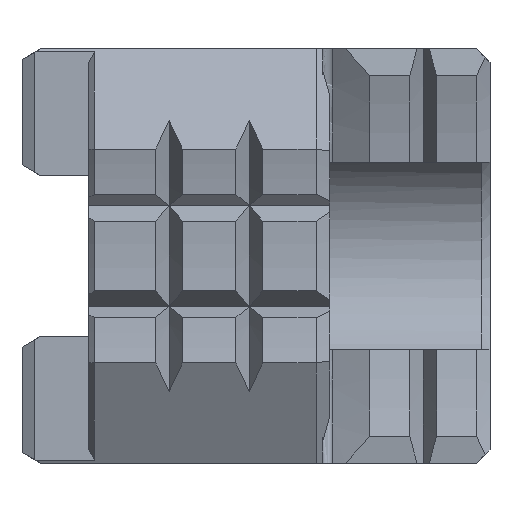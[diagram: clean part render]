
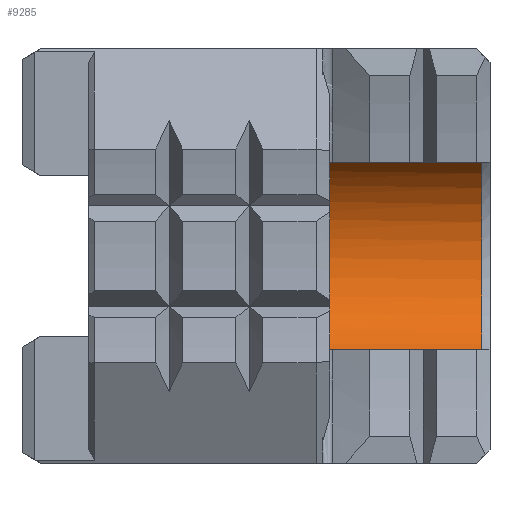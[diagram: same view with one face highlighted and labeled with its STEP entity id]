
A CAD part, front view. The second image highlights one B-rep face of the part: STEP entity #9285.
In plain terms, the highlighted cylindrical face has radius 8.5 mm (diameter 17 mm), a full revolution.
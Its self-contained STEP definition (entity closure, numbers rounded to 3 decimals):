
#35 = DIRECTION ( 'NONE',  ( 0., 0., -1. ) ) ;
#309 = CARTESIAN_POINT ( 'NONE',  ( 22.5, 10.678, -7. ) ) ;
#690 = EDGE_LOOP ( 'NONE', ( #7381 ) ) ;
#745 = AXIS2_PLACEMENT_3D ( 'NONE', #3798, #5120, #35 ) ;
#889 = DIRECTION ( 'NONE',  ( 0., 0., -1. ) ) ;
#1378 = VECTOR ( 'NONE', #7180, 1000. ) ;
#2075 = VERTEX_POINT ( 'NONE', #16190 ) ;
#2106 = AXIS2_PLACEMENT_3D ( 'NONE', #14725, #3514, #889 ) ;
#2157 = CARTESIAN_POINT ( 'NONE',  ( 35., 10.678, -7. ) ) ;
#2182 = VERTEX_POINT ( 'NONE', #5726 ) ;
#2558 = FACE_OUTER_BOUND ( 'NONE', #10269, .T. ) ;
#3010 = VERTEX_POINT ( 'NONE', #6598 ) ;
#3514 = DIRECTION ( 'NONE',  ( 1., 0., 0. ) ) ;
#3798 = CARTESIAN_POINT ( 'NONE',  ( 35., 15.5, 0. ) ) ;
#3911 = ORIENTED_EDGE ( 'NONE', *, *, #3990, .T. ) ;
#3990 = EDGE_CURVE ( 'NONE', #2075, #7135, #6664, .T. ) ;
#4503 = AXIS2_PLACEMENT_3D ( 'NONE', #12263, #15861, #13334 ) ;
#4723 = CIRCLE ( 'NONE', #2106, 8.5 ) ;
#4779 = CIRCLE ( 'NONE', #13905, 8.5 ) ;
#5120 = DIRECTION ( 'NONE',  ( 1., 0., 0. ) ) ;
#5419 = EDGE_CURVE ( 'NONE', #11179, #3010, #13375, .T. ) ;
#5726 = CARTESIAN_POINT ( 'NONE',  ( 12., 15.5, -8.5 ) ) ;
#6127 = CARTESIAN_POINT ( 'NONE',  ( 35., 10.678, 7. ) ) ;
#6413 = ORIENTED_EDGE ( 'NONE', *, *, #15970, .T. ) ;
#6598 = CARTESIAN_POINT ( 'NONE',  ( 34.4, 10.678, -7. ) ) ;
#6664 = LINE ( 'NONE', #6127, #9970 ) ;
#6793 = DIRECTION ( 'NONE',  ( 0., 0., -1. ) ) ;
#7135 = VERTEX_POINT ( 'NONE', #8033 ) ;
#7180 = DIRECTION ( 'NONE',  ( 1., 0., 0. ) ) ;
#7381 = ORIENTED_EDGE ( 'NONE', *, *, #14824, .F. ) ;
#7424 = ORIENTED_EDGE ( 'NONE', *, *, #13569, .T. ) ;
#7907 = CIRCLE ( 'NONE', #4503, 8.5 ) ;
#8033 = CARTESIAN_POINT ( 'NONE',  ( 22.5, 10.678, 7. ) ) ;
#8345 = DIRECTION ( 'NONE',  ( 1., 0., 0. ) ) ;
#9285 = ADVANCED_FACE ( 'NONE', ( #2558, #15005 ), #11239, .F. ) ;
#9970 = VECTOR ( 'NONE', #11093, 1000. ) ;
#10269 = EDGE_LOOP ( 'NONE', ( #6413, #15987, #7424, #3911 ) ) ;
#11093 = DIRECTION ( 'NONE',  ( -1., 0., 0. ) ) ;
#11179 = VERTEX_POINT ( 'NONE', #309 ) ;
#11239 = CYLINDRICAL_SURFACE ( 'NONE', #745, 8.5 ) ;
#12263 = CARTESIAN_POINT ( 'NONE',  ( 12., 15.5, 0. ) ) ;
#13169 = CARTESIAN_POINT ( 'NONE',  ( 34.4, 15.5, 0. ) ) ;
#13334 = DIRECTION ( 'NONE',  ( 0., 0., -1. ) ) ;
#13375 = LINE ( 'NONE', #2157, #1378 ) ;
#13569 = EDGE_CURVE ( 'NONE', #3010, #2075, #4779, .T. ) ;
#13905 = AXIS2_PLACEMENT_3D ( 'NONE', #13169, #8345, #6793 ) ;
#14725 = CARTESIAN_POINT ( 'NONE',  ( 22.5, 15.5, 0. ) ) ;
#14824 = EDGE_CURVE ( 'NONE', #2182, #2182, #7907, .T. ) ;
#15005 = FACE_OUTER_BOUND ( 'NONE', #690, .T. ) ;
#15861 = DIRECTION ( 'NONE',  ( 1., 0., 0. ) ) ;
#15970 = EDGE_CURVE ( 'NONE', #7135, #11179, #4723, .T. ) ;
#15987 = ORIENTED_EDGE ( 'NONE', *, *, #5419, .T. ) ;
#16190 = CARTESIAN_POINT ( 'NONE',  ( 34.4, 10.678, 7. ) ) ;
